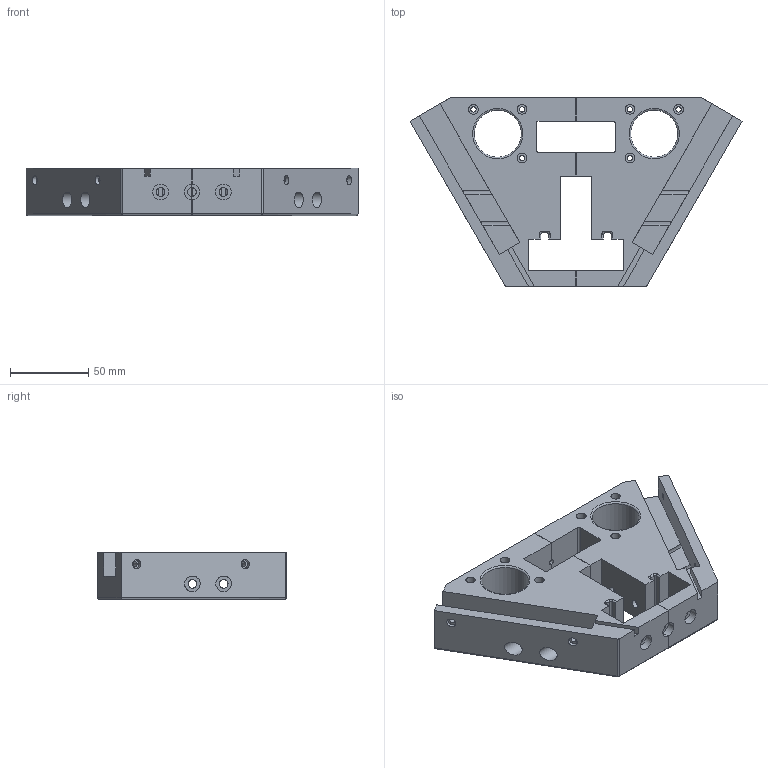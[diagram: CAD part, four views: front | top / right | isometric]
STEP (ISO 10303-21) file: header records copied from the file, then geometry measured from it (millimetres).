
FILE_DESCRIPTION(('FreeCAD Model'),'2;1');
FILE_NAME('Open CASCADE Shape Model','2022-03-10T19:38:53',(''),(''), 'Open CASCADE STEP processor 7.6','FreeCAD','Unknown');
FILE_SCHEMA(('AUTOMOTIVE_DESIGN { 1 0 10303 214 1 1 1 1 }'));
Length unit declared in the file: millimetre
Products named in the file (1): Mirrored003
Bounding box: 211.76 x 120.45 x 30 mm (x, y, z)
Volume: 351933.5 mm3; surface area: 80327.3 mm2
Topology: 1 solids, 1 shells, 202 faces, 501 edges, 303 vertices
Faces by surface type: plane 95, cylinder 90, torus 15, sphere 2
Full cylindrical faces by diameter (mm): 3.4 x10, 5.5 x6, 6 x4, 6.1 x6, 10 x6, 30 x2
Entity records: 12823 total; most frequent: CARTESIAN_POINT 2770, DIRECTION 1895, LINE 1004, VECTOR 1004, ORIENTED_EDGE 998, PCURVE 998, DEFINITIONAL_REPRESENTATION 998, EDGE_CURVE 499
